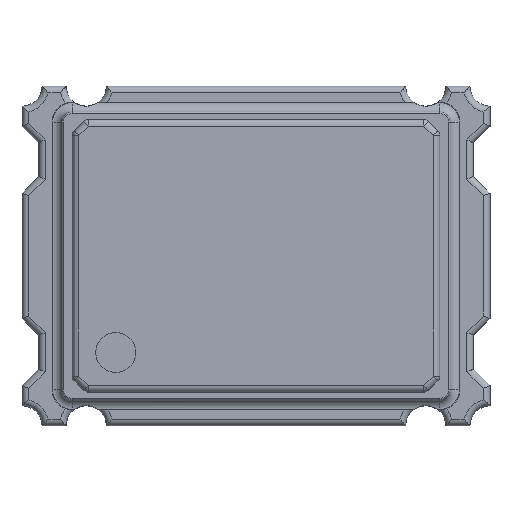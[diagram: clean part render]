
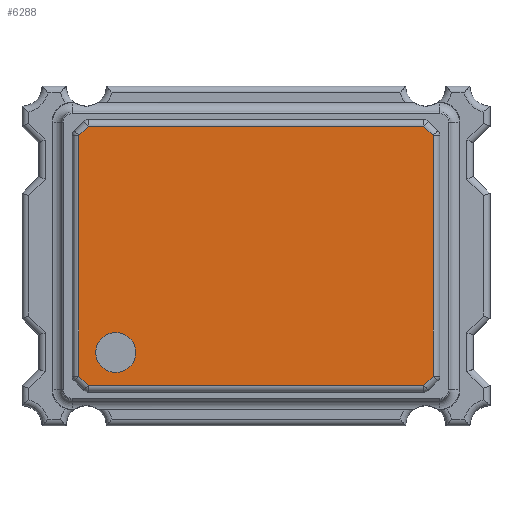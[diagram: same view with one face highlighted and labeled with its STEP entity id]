
A CAD part, top view. The second image highlights one B-rep face of the part: STEP entity #6288.
In plain terms, the highlighted planar face has unit normal (0, 0, 1).
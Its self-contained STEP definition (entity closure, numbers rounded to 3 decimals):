
#5915 = VERTEX_POINT('',#5916);
#5916 = CARTESIAN_POINT('',(-2.65,1.799,1.84));
#5923 = EDGE_CURVE('',#5915,#5924,#5926,.T.);
#5924 = VERTEX_POINT('',#5925);
#5925 = CARTESIAN_POINT('',(-2.509,1.94,1.84));
#5926 = LINE('',#5927,#5928);
#5927 = CARTESIAN_POINT('',(-2.679,1.769,1.84));
#5928 = VECTOR('',#5929,1.);
#5929 = DIRECTION('',(0.707,0.707,0.));
#6288 = ADVANCED_FACE('',(#6289,#6346),#6357,.F.);
#6289 = FACE_BOUND('',#6290,.F.);
#6290 = EDGE_LOOP('',(#6291,#6301,#6307,#6308,#6316,#6324,#6332,#6340));
#6291 = ORIENTED_EDGE('',*,*,#6292,.T.);
#6292 = EDGE_CURVE('',#6293,#6295,#6297,.T.);
#6293 = VERTEX_POINT('',#6294);
#6294 = CARTESIAN_POINT('',(-2.509,-1.94,1.84));
#6295 = VERTEX_POINT('',#6296);
#6296 = CARTESIAN_POINT('',(-2.65,-1.799,1.84));
#6297 = LINE('',#6298,#6299);
#6298 = CARTESIAN_POINT('',(-2.479,-1.969,1.84));
#6299 = VECTOR('',#6300,1.);
#6300 = DIRECTION('',(-0.707,0.707,0.));
#6301 = ORIENTED_EDGE('',*,*,#6302,.T.);
#6302 = EDGE_CURVE('',#6295,#5915,#6303,.T.);
#6303 = LINE('',#6304,#6305);
#6304 = CARTESIAN_POINT('',(-2.65,-1.84,1.84));
#6305 = VECTOR('',#6306,1.);
#6306 = DIRECTION('',(0.,1.,0.));
#6307 = ORIENTED_EDGE('',*,*,#5923,.T.);
#6308 = ORIENTED_EDGE('',*,*,#6309,.T.);
#6309 = EDGE_CURVE('',#5924,#6310,#6312,.T.);
#6310 = VERTEX_POINT('',#6311);
#6311 = CARTESIAN_POINT('',(2.509,1.94,1.84));
#6312 = LINE('',#6313,#6314);
#6313 = CARTESIAN_POINT('',(-2.55,1.94,1.84));
#6314 = VECTOR('',#6315,1.);
#6315 = DIRECTION('',(1.,0.,0.));
#6316 = ORIENTED_EDGE('',*,*,#6317,.T.);
#6317 = EDGE_CURVE('',#6310,#6318,#6320,.T.);
#6318 = VERTEX_POINT('',#6319);
#6319 = CARTESIAN_POINT('',(2.65,1.799,1.84));
#6320 = LINE('',#6321,#6322);
#6321 = CARTESIAN_POINT('',(2.479,1.969,1.84));
#6322 = VECTOR('',#6323,1.);
#6323 = DIRECTION('',(0.707,-0.707,0.));
#6324 = ORIENTED_EDGE('',*,*,#6325,.T.);
#6325 = EDGE_CURVE('',#6318,#6326,#6328,.T.);
#6326 = VERTEX_POINT('',#6327);
#6327 = CARTESIAN_POINT('',(2.65,-1.799,1.84));
#6328 = LINE('',#6329,#6330);
#6329 = CARTESIAN_POINT('',(2.65,1.84,1.84));
#6330 = VECTOR('',#6331,1.);
#6331 = DIRECTION('',(0.,-1.,0.));
#6332 = ORIENTED_EDGE('',*,*,#6333,.T.);
#6333 = EDGE_CURVE('',#6326,#6334,#6336,.T.);
#6334 = VERTEX_POINT('',#6335);
#6335 = CARTESIAN_POINT('',(2.509,-1.94,1.84));
#6336 = LINE('',#6337,#6338);
#6337 = CARTESIAN_POINT('',(2.679,-1.769,1.84));
#6338 = VECTOR('',#6339,1.);
#6339 = DIRECTION('',(-0.707,-0.707,0.));
#6340 = ORIENTED_EDGE('',*,*,#6341,.T.);
#6341 = EDGE_CURVE('',#6334,#6293,#6342,.T.);
#6342 = LINE('',#6343,#6344);
#6343 = CARTESIAN_POINT('',(2.55,-1.94,1.84));
#6344 = VECTOR('',#6345,1.);
#6345 = DIRECTION('',(-1.,0.,0.));
#6346 = FACE_BOUND('',#6347,.F.);
#6347 = EDGE_LOOP('',(#6348));
#6348 = ORIENTED_EDGE('',*,*,#6349,.T.);
#6349 = EDGE_CURVE('',#6350,#6350,#6352,.T.);
#6350 = VERTEX_POINT('',#6351);
#6351 = CARTESIAN_POINT('',(-1.797,-1.446,1.84));
#6352 = CIRCLE('',#6353,0.3);
#6353 = AXIS2_PLACEMENT_3D('',#6354,#6355,#6356);
#6354 = CARTESIAN_POINT('',(-2.097,-1.446,1.84));
#6355 = DIRECTION('',(0.,0.,1.));
#6356 = DIRECTION('',(1.,0.,0.));
#6357 = PLANE('',#6358);
#6358 = AXIS2_PLACEMENT_3D('',#6359,#6360,#6361);
#6359 = CARTESIAN_POINT('',(0.,0.,1.84));
#6360 = DIRECTION('',(0.,0.,-1.));
#6361 = DIRECTION('',(0.,-1.,0.));
